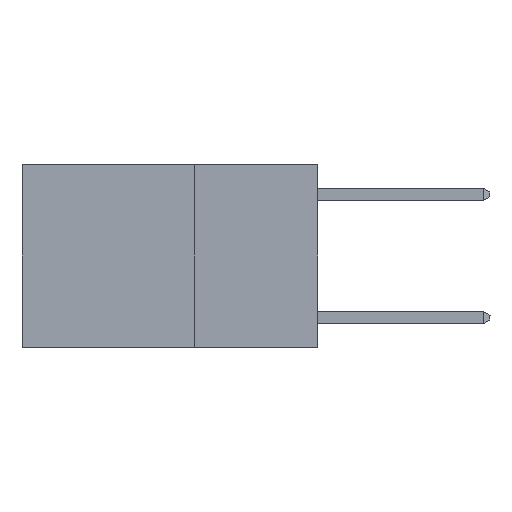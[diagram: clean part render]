
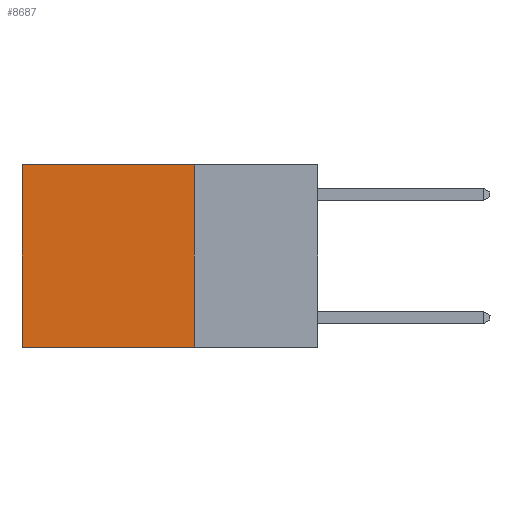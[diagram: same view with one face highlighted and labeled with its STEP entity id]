
A CAD part, left-side view. The second image highlights one B-rep face of the part: STEP entity #8687.
In plain terms, the highlighted planar face has unit normal (-1, 0, 0).
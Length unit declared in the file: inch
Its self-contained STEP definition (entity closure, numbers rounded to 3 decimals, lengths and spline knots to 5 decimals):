
#1724 = CARTESIAN_POINT ( 'NONE',  ( 0.2625, 0.6, 0. ) ) ;
#1973 = LINE ( 'NONE', #9251, #11281 ) ;
#3675 = ORIENTED_EDGE ( 'NONE', *, *, #7097, .T. ) ;
#4496 = CARTESIAN_POINT ( 'NONE',  ( 0.2625, 0.25, -0.37 ) ) ;
#5703 = ORIENTED_EDGE ( 'NONE', *, *, #9443, .F. ) ;
#5849 = CARTESIAN_POINT ( 'NONE',  ( 0.2625, 0.25, -0.37 ) ) ;
#6614 = VECTOR ( 'NONE', #19248, 39.37008 ) ;
#7097 = EDGE_CURVE ( 'NONE', #8623, #19204, #11385, .T. ) ;
#7354 = DIRECTION ( 'NONE',  ( 1., 0., 0. ) ) ;
#7720 = FACE_OUTER_BOUND ( 'NONE', #10515, .T. ) ;
#8144 = EDGE_CURVE ( 'NONE', #20073, #8623, #13683, .T. ) ;
#8623 = VERTEX_POINT ( 'NONE', #18626 ) ;
#8687 = ADVANCED_FACE ( 'NONE', ( #7720 ), #13904, .F. ) ;
#9235 = CARTESIAN_POINT ( 'NONE',  ( 0.2625, 0.25, 0. ) ) ;
#9251 = CARTESIAN_POINT ( 'NONE',  ( 0.2625, 0.25, 0. ) ) ;
#9443 = EDGE_CURVE ( 'NONE', #20073, #14242, #1973, .T. ) ;
#10515 = EDGE_LOOP ( 'NONE', ( #3675, #16317, #5703, #15566 ) ) ;
#10516 = AXIS2_PLACEMENT_3D ( 'NONE', #17142, #7354, #18765 ) ;
#10992 = LINE ( 'NONE', #4496, #6614 ) ;
#11281 = VECTOR ( 'NONE', #20610, 39.37008 ) ;
#11385 = LINE ( 'NONE', #1724, #15772 ) ;
#11621 = DIRECTION ( 'NONE',  ( 0., 0., -1. ) ) ;
#13159 = VECTOR ( 'NONE', #15780, 39.37008 ) ;
#13421 = CARTESIAN_POINT ( 'NONE',  ( 0.2625, 0.6, -0.37 ) ) ;
#13683 = LINE ( 'NONE', #9235, #13159 ) ;
#13904 = PLANE ( 'NONE',  #10516 ) ;
#14242 = VERTEX_POINT ( 'NONE', #5849 ) ;
#15538 = CARTESIAN_POINT ( 'NONE',  ( 0.2625, 0.25, 0. ) ) ;
#15566 = ORIENTED_EDGE ( 'NONE', *, *, #8144, .T. ) ;
#15772 = VECTOR ( 'NONE', #11621, 39.37008 ) ;
#15780 = DIRECTION ( 'NONE',  ( 0., 1., 0. ) ) ;
#16317 = ORIENTED_EDGE ( 'NONE', *, *, #16820, .F. ) ;
#16820 = EDGE_CURVE ( 'NONE', #14242, #19204, #10992, .T. ) ;
#17142 = CARTESIAN_POINT ( 'NONE',  ( 0.2625, 0.25, 0. ) ) ;
#18626 = CARTESIAN_POINT ( 'NONE',  ( 0.2625, 0.6, 0. ) ) ;
#18765 = DIRECTION ( 'NONE',  ( 0., 0., -1. ) ) ;
#19204 = VERTEX_POINT ( 'NONE', #13421 ) ;
#19248 = DIRECTION ( 'NONE',  ( 0., 1., 0. ) ) ;
#20073 = VERTEX_POINT ( 'NONE', #15538 ) ;
#20610 = DIRECTION ( 'NONE',  ( 0., 0., -1. ) ) ;
